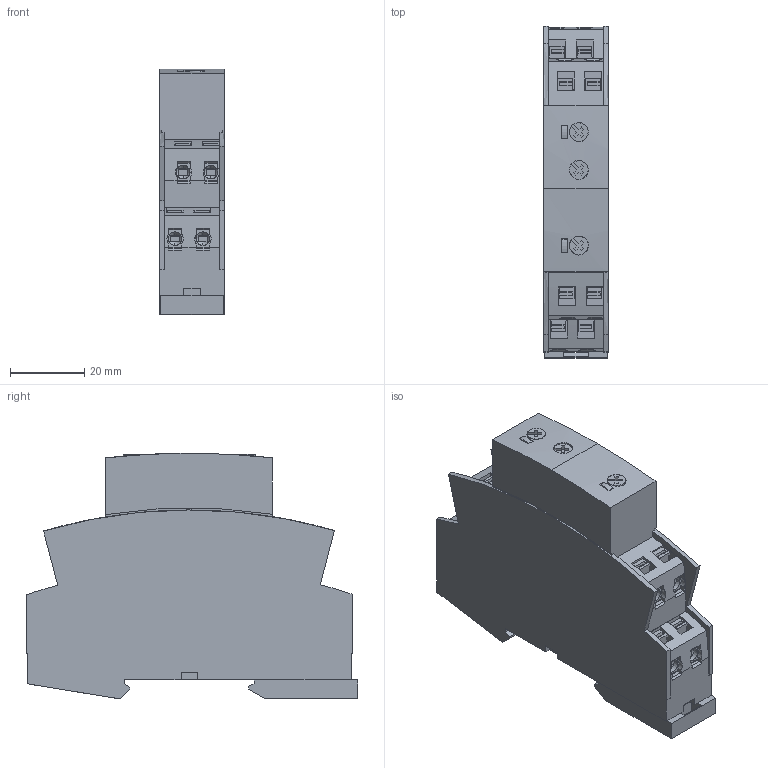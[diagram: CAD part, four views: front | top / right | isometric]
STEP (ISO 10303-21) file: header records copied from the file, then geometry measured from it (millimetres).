
FILE_DESCRIPTION(('Creo Elements/Direct Modeling STEP Export'),'2;1');
FILE_NAME('model.stp','2020-06-03T11:57:21',(''),(''),'Creo Elements/Direct Modeling STEP processor for AP214 (Solid Model)','Creo Elements/Direct Modeling 20.1A 29-Sep-2018 (C) Parametric Technology GmbH','');
FILE_SCHEMA(('AUTOMOTIVE_DESIGN { 1 0 10303 214 1 1 1 1 }'));
Length unit declared in the file: millimetre
Products named in the file (2): ETD-BL-1T-230-PT-select
Assembly tree (1 placements, depth 2):
  ETD-BL-1T-230-PT-select
    ETD-BL-1T-230-PT-select
Bounding box: 17.5 x 89.5 x 66.27 mm (x, y, z)
Volume: 74513.8 mm3; surface area: 17496.8 mm2
Topology: 1 solids, 1 shells, 588 faces, 1676 edges, 1129 vertices
Faces by surface type: plane 460, cylinder 92, cone 32, extrusion 4
Entity records: 27564 total; most frequent: CARTESIAN_POINT 7576, ORIENTED_EDGE 3352, DIRECTION 2883, EDGE_CURVE 1676, VECTOR 1283, LINE 1279, VERTEX_POINT 1129, AXIS2_PLACEMENT_3D 800
